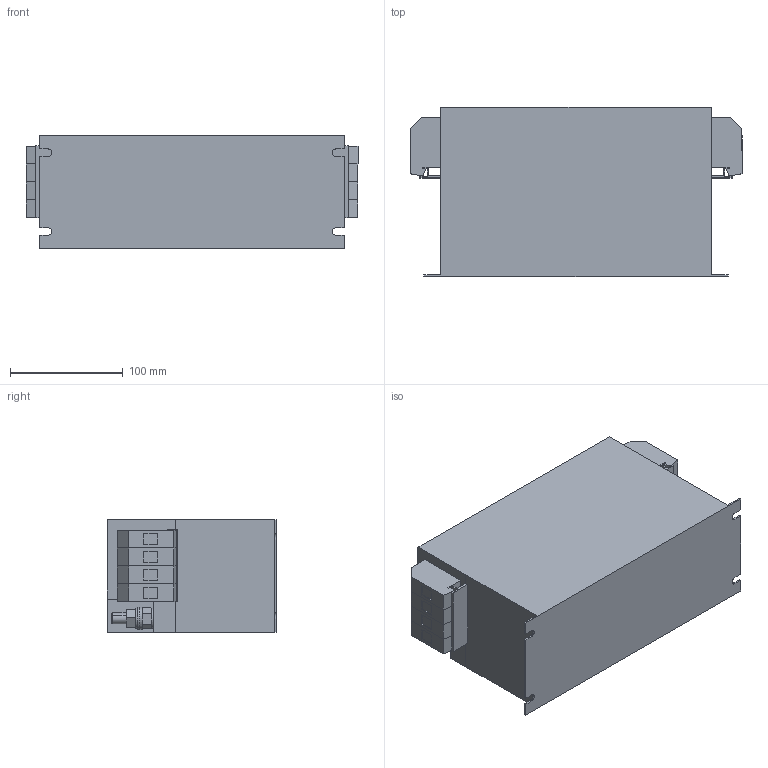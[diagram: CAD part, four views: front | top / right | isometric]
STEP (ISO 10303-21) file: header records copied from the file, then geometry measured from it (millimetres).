
FILE_DESCRIPTION (( 'STEP AP214' ), '1' );
FILE_NAME ('207256.STEP', '2020-05-28T22:31:58', ( '' ), ( '' ), 'SwSTEP 2.0', 'SolidWorks 2018', '' );
FILE_SCHEMA (( 'AUTOMOTIVE_DESIGN' ));
Length unit declared in the file: millimetre
Products named in the file (1): 207256
Bounding box: 294.6 x 150.1 x 100.1 mm (x, y, z)
Volume: 3726836.3 mm3; surface area: 180278.8 mm2
Topology: 1 solids, 1 shells, 353 faces, 892 edges, 562 vertices
Faces by surface type: plane 213, cylinder 80, cone 52, torus 8
Entity records: 10924 total; most frequent: CARTESIAN_POINT 2432, ORIENTED_EDGE 1784, DIRECTION 1712, EDGE_CURVE 892, AXIS2_PLACEMENT_3D 578, VERTEX_POINT 562, VECTOR 556, LINE 556
